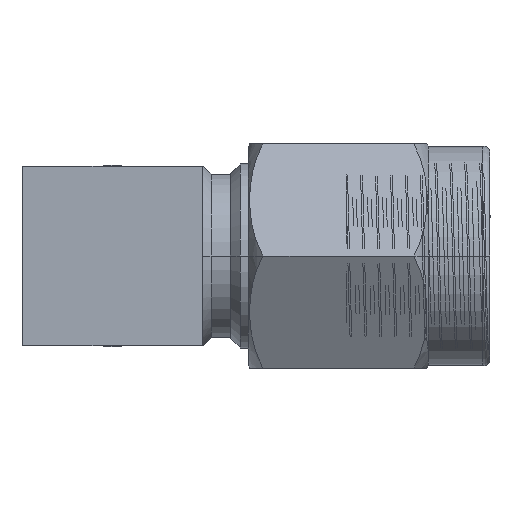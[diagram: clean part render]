
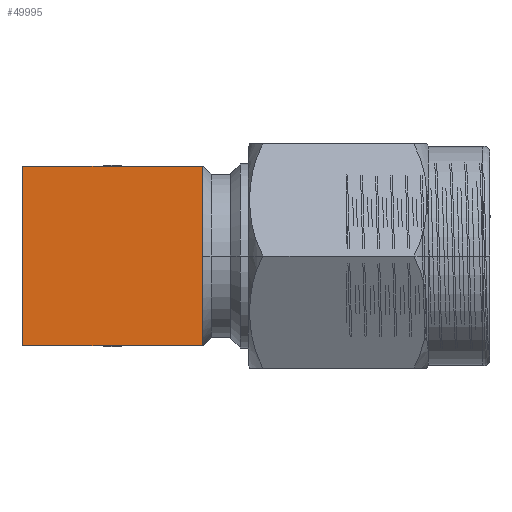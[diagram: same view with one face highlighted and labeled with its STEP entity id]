
A CAD part, left-side view. The second image highlights one B-rep face of the part: STEP entity #49995.
In plain terms, the highlighted face is planar.
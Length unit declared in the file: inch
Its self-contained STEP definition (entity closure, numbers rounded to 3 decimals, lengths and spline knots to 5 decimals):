
#3499 = CARTESIAN_POINT ( 'NONE',  ( -0.125, -0.13, -0.075 ) ) ;
#4424 = DIRECTION ( 'NONE',  ( 0., 1., 0. ) ) ;
#4812 = PLANE ( 'NONE',  #14246 ) ;
#5489 = CARTESIAN_POINT ( 'NONE',  ( 0.125, -0.13, -0.075 ) ) ;
#6645 = LINE ( 'NONE', #5489, #50057 ) ;
#13896 = EDGE_LOOP ( 'NONE', ( #22773, #34281, #14929, #38676 ) ) ;
#14246 = AXIS2_PLACEMENT_3D ( 'NONE', #69767, #4424, #58125 ) ;
#14929 = ORIENTED_EDGE ( 'NONE', *, *, #38622, .F. ) ;
#21289 = LINE ( 'NONE', #75732, #58996 ) ;
#22160 = CARTESIAN_POINT ( 'NONE',  ( 0.125, -0.13, -0.325 ) ) ;
#22773 = ORIENTED_EDGE ( 'NONE', *, *, #35401, .T. ) ;
#25365 = CARTESIAN_POINT ( 'NONE',  ( -0.125, -0.13, -0.325 ) ) ;
#25453 = DIRECTION ( 'NONE',  ( -1., 0., 0. ) ) ;
#27212 = DIRECTION ( 'NONE',  ( 0., 0., -1. ) ) ;
#33139 = VERTEX_POINT ( 'NONE', #66111 ) ;
#33998 = FACE_OUTER_BOUND ( 'NONE', #13896, .T. ) ;
#34281 = ORIENTED_EDGE ( 'NONE', *, *, #51169, .F. ) ;
#35401 = EDGE_CURVE ( 'NONE', #40680, #44684, #38916, .T. ) ;
#38622 = EDGE_CURVE ( 'NONE', #33139, #56546, #6645, .T. ) ;
#38676 = ORIENTED_EDGE ( 'NONE', *, *, #44549, .T. ) ;
#38916 = LINE ( 'NONE', #3499, #54945 ) ;
#40680 = VERTEX_POINT ( 'NONE', #53235 ) ;
#43004 = LINE ( 'NONE', #54636, #46470 ) ;
#44549 = EDGE_CURVE ( 'NONE', #33139, #40680, #43004, .T. ) ;
#44684 = VERTEX_POINT ( 'NONE', #25365 ) ;
#46470 = VECTOR ( 'NONE', #25453, 39.37008 ) ;
#49995 = ADVANCED_FACE ( 'NONE', ( #33998 ), #4812, .F. ) ;
#50057 = VECTOR ( 'NONE', #71972, 39.37008 ) ;
#51169 = EDGE_CURVE ( 'NONE', #56546, #44684, #21289, .T. ) ;
#53235 = CARTESIAN_POINT ( 'NONE',  ( -0.125, -0.13, -0.075 ) ) ;
#54636 = CARTESIAN_POINT ( 'NONE',  ( 0.125, -0.13, -0.075 ) ) ;
#54945 = VECTOR ( 'NONE', #27212, 39.37008 ) ;
#56546 = VERTEX_POINT ( 'NONE', #22160 ) ;
#58125 = DIRECTION ( 'NONE',  ( 0., 0., 1. ) ) ;
#58996 = VECTOR ( 'NONE', #69112, 39.37008 ) ;
#66111 = CARTESIAN_POINT ( 'NONE',  ( 0.125, -0.13, -0.075 ) ) ;
#69112 = DIRECTION ( 'NONE',  ( -1., 0., 0. ) ) ;
#69767 = CARTESIAN_POINT ( 'NONE',  ( 0.125, -0.13, -0.075 ) ) ;
#71972 = DIRECTION ( 'NONE',  ( 0., 0., -1. ) ) ;
#75732 = CARTESIAN_POINT ( 'NONE',  ( 0.125, -0.13, -0.325 ) ) ;
